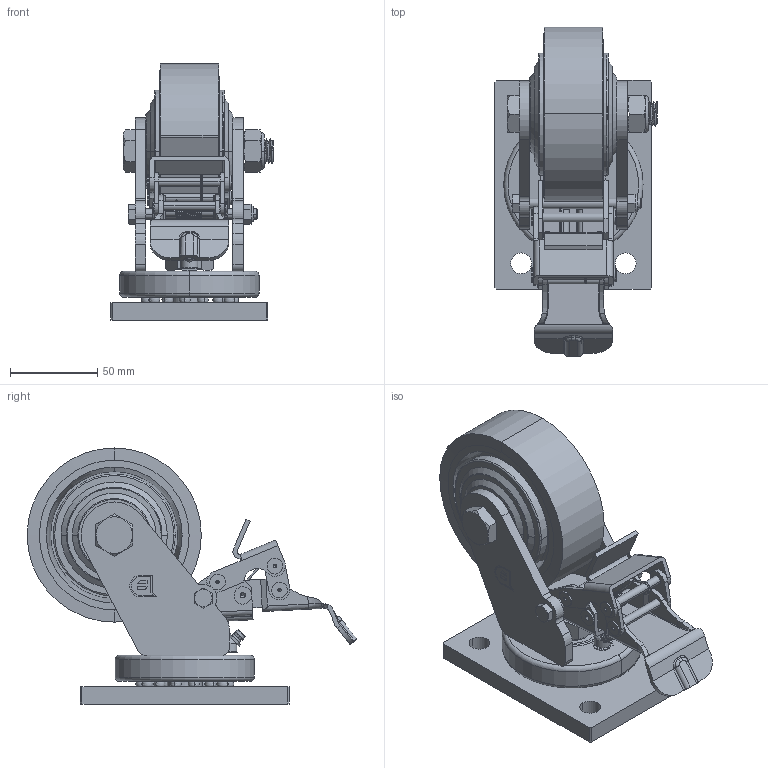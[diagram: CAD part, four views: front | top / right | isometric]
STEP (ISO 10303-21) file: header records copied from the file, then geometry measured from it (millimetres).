
FILE_DESCRIPTION((''),'2;1');
FILE_NAME('04','2024-12-25T11:44:41',('Administrator'),(''),'CREO PARAMETRIC BY PTC INC, 2022484','CREO PARAMETRIC BY PTC INC, 2022484','');
FILE_SCHEMA(('CONFIG_CONTROL_DESIGN','GEOMETRIC_VALIDATION_PROPERTIES_MIM'));
Length unit declared in the file: millimetre
Products named in the file (1): 04
Bounding box: 93 x 189.3 x 147 mm (x, y, z)
Surface area: 156697.9 mm2 (no closed solid volume)
Topology: 0 solids, 80 shells, 611 faces, 1826 edges, 1230 vertices
Faces by surface type: cylinder 200, plane 197, cone 84, torus 69, sphere 37, bspline 24
Entity records: 31227 total; most frequent: CARTESIAN_POINT 11644, DIRECTION 3410, ORIENTED_EDGE 2919, EDGE_CURVE 1744, AXIS2_PLACEMENT_3D 1401, VERTEX_POINT 1230, CIRCLE 814, EDGE_LOOP 715
